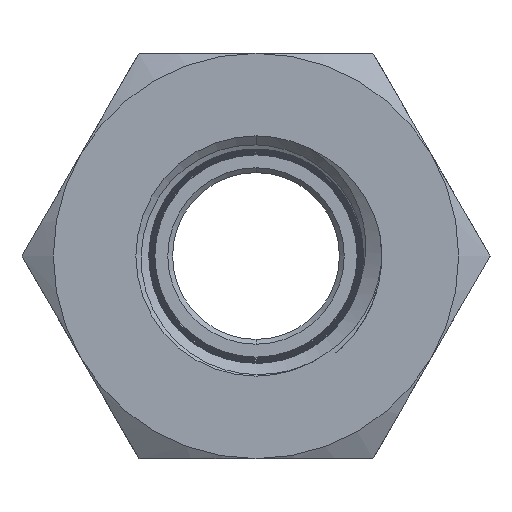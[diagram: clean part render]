
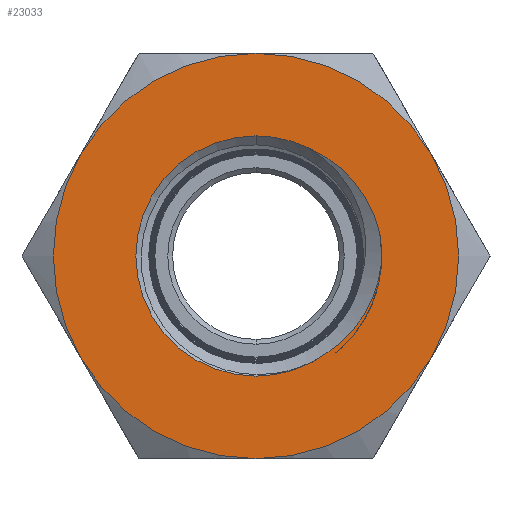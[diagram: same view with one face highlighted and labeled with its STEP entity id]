
A CAD part, front view. The second image highlights one B-rep face of the part: STEP entity #23033.
In plain terms, the highlighted planar face has unit normal (0, -1, 0).
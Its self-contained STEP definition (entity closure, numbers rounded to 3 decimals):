
#108 = CARTESIAN_POINT ( 'NONE',  ( 7.361, -16.1, 4.25 ) ) ;
#376 = DIRECTION ( 'NONE',  ( 0., 0., -1. ) ) ;
#975 = CARTESIAN_POINT ( 'NONE',  ( 0., -16.1, 0. ) ) ;
#1152 = CARTESIAN_POINT ( 'NONE',  ( 0., -16.1, 0. ) ) ;
#1281 = DIRECTION ( 'NONE',  ( 0., 1., 0. ) ) ;
#1781 = CIRCLE ( 'NONE', #6472, 5.038 ) ;
#1876 = CARTESIAN_POINT ( 'NONE',  ( 3.576, -16.1, 3.667 ) ) ;
#1903 = CARTESIAN_POINT ( 'NONE',  ( 2.931, -16.1, -4.098 ) ) ;
#2581 = DIRECTION ( 'NONE',  ( 0., 1., 0. ) ) ;
#2612 = CARTESIAN_POINT ( 'NONE',  ( 4.898, -16.1, -1.778 ) ) ;
#2726 = VERTEX_POINT ( 'NONE', #7046 ) ;
#2885 = DIRECTION ( 'NONE',  ( 0., 0., 1. ) ) ;
#3018 = CARTESIAN_POINT ( 'NONE',  ( 0., -16.1, -8.5 ) ) ;
#3056 = DIRECTION ( 'NONE',  ( 0., 0., 1. ) ) ;
#3421 = VERTEX_POINT ( 'NONE', #108 ) ;
#3598 = CARTESIAN_POINT ( 'NONE',  ( 0., -16.1, 0. ) ) ;
#3644 = CIRCLE ( 'NONE', #8128, 8.5 ) ;
#3701 = DIRECTION ( 'NONE',  ( 0., 1., 0. ) ) ;
#3760 = CARTESIAN_POINT ( 'NONE',  ( 4.135, -16.1, 3.101 ) ) ;
#4303 = EDGE_CURVE ( 'NONE', #6687, #12585, #16202, .T. ) ;
#4513 = CARTESIAN_POINT ( 'NONE',  ( 4.332, -16.1, -2.79 ) ) ;
#4564 = VERTEX_POINT ( 'NONE', #24267 ) ;
#4888 = CARTESIAN_POINT ( 'NONE',  ( -7.361, -16.1, 4.25 ) ) ;
#4926 = CARTESIAN_POINT ( 'NONE',  ( 5.184, -16.1, 0.969 ) ) ;
#5066 = EDGE_LOOP ( 'NONE', ( #23388, #21541, #19625, #12536, #8930, #24076 ) ) ;
#5290 = AXIS2_PLACEMENT_3D ( 'NONE', #3598, #16816, #5508 ) ;
#5441 = AXIS2_PLACEMENT_3D ( 'NONE', #22970, #11661, #376 ) ;
#5508 = DIRECTION ( 'NONE',  ( 0., 0., 1. ) ) ;
#5679 = CARTESIAN_POINT ( 'NONE',  ( 4.59, -16.1, 2.445 ) ) ;
#6168 = CARTESIAN_POINT ( 'NONE',  ( 2.232, -16.1, 4.517 ) ) ;
#6170 = FACE_OUTER_BOUND ( 'NONE', #5066, .T. ) ;
#6436 = CARTESIAN_POINT ( 'NONE',  ( 3.553, -16.1, -3.648 ) ) ;
#6472 = AXIS2_PLACEMENT_3D ( 'NONE', #1152, #14343, #3056 ) ;
#6687 = VERTEX_POINT ( 'NONE', #15911 ) ;
#6824 = CARTESIAN_POINT ( 'NONE',  ( 5.289, -16.1, 0.132 ) ) ;
#7009 = CIRCLE ( 'NONE', #8182, 8.5 ) ;
#7032 = CARTESIAN_POINT ( 'NONE',  ( 0., -16.1, 0. ) ) ;
#7046 = CARTESIAN_POINT ( 'NONE',  ( 5.267, -16.1, -0.289 ) ) ;
#7472 = CARTESIAN_POINT ( 'NONE',  ( 2.599, -16.1, 4.358 ) ) ;
#7545 = CARTESIAN_POINT ( 'NONE',  ( 4.957, -16.1, 1.735 ) ) ;
#7921 = EDGE_CURVE ( 'NONE', #19735, #6687, #3644, .T. ) ;
#8128 = AXIS2_PLACEMENT_3D ( 'NONE', #10206, #23417, #12104 ) ;
#8182 = AXIS2_PLACEMENT_3D ( 'NONE', #14996, #3701, #16930 ) ;
#8272 = CARTESIAN_POINT ( 'NONE',  ( 2.931, -16.1, -4.098 ) ) ;
#8306 = CIRCLE ( 'NONE', #5441, 8.5 ) ;
#8330 = CARTESIAN_POINT ( 'NONE',  ( 0., -16.1, -5.038 ) ) ;
#8567 = CARTESIAN_POINT ( 'NONE',  ( 5.184, -16.1, 0.969 ) ) ;
#8831 = ORIENTED_EDGE ( 'NONE', *, *, #22994, .T. ) ;
#8883 = DIRECTION ( 'NONE',  ( 0., 0., 1. ) ) ;
#8930 = ORIENTED_EDGE ( 'NONE', *, *, #12814, .T. ) ;
#9415 = EDGE_CURVE ( 'NONE', #21172, #16384, #1781, .T. ) ;
#9417 = CARTESIAN_POINT ( 'NONE',  ( 5.184, -16.1, 0.969 ) ) ;
#9706 = B_SPLINE_CURVE_WITH_KNOTS ( 'NONE', 3,
 ( #10073, #21407, #13894, #2612, #15843, #4513, #17727, #6436, #19609, #8272 ),
 .UNSPECIFIED., .F., .F.,
 ( 4, 2, 2, 2, 4 ),
 ( 0., 0.001, 0.002, 0.003, 0.005 ),
 .UNSPECIFIED. ) ;
#10073 = CARTESIAN_POINT ( 'NONE',  ( 5.267, -16.1, -0.289 ) ) ;
#10206 = CARTESIAN_POINT ( 'NONE',  ( 0., -16.1, 0. ) ) ;
#10626 = CARTESIAN_POINT ( 'NONE',  ( 0., -16.1, 0. ) ) ;
#11117 = CIRCLE ( 'NONE', #13630, 5.038 ) ;
#11340 = AXIS2_PLACEMENT_3D ( 'NONE', #12548, #1281, #14472 ) ;
#11661 = DIRECTION ( 'NONE',  ( 0., -1., 0. ) ) ;
#12104 = DIRECTION ( 'NONE',  ( 0., 0., 1. ) ) ;
#12511 = DIRECTION ( 'NONE',  ( 0., 0., 1. ) ) ;
#12536 = ORIENTED_EDGE ( 'NONE', *, *, #7921, .F. ) ;
#12548 = CARTESIAN_POINT ( 'NONE',  ( 0., -16.1, 0. ) ) ;
#12585 = VERTEX_POINT ( 'NONE', #4888 ) ;
#12814 = EDGE_CURVE ( 'NONE', #19735, #17189, #8306, .T. ) ;
#13150 = CARTESIAN_POINT ( 'NONE',  ( 3.422, -16.1, 3.798 ) ) ;
#13630 = AXIS2_PLACEMENT_3D ( 'NONE', #10626, #23811, #12511 ) ;
#13867 = VERTEX_POINT ( 'NONE', #8567 ) ;
#13868 = CARTESIAN_POINT ( 'NONE',  ( 0., -16.1, 0. ) ) ;
#13894 = CARTESIAN_POINT ( 'NONE',  ( 5.144, -16.1, -1.051 ) ) ;
#14162 = DIRECTION ( 'NONE',  ( 0., 1., 0. ) ) ;
#14295 = CARTESIAN_POINT ( 'NONE',  ( 0., -16.1, 5.038 ) ) ;
#14343 = DIRECTION ( 'NONE',  ( 0., 1., 0. ) ) ;
#14472 = DIRECTION ( 'NONE',  ( 0., 0., 1. ) ) ;
#14878 = EDGE_CURVE ( 'NONE', #17561, #16232, #16582, .T. ) ;
#14996 = CARTESIAN_POINT ( 'NONE',  ( 0., -16.1, 0. ) ) ;
#15059 = CARTESIAN_POINT ( 'NONE',  ( 3.865, -16.1, 3.392 ) ) ;
#15459 = B_SPLINE_CURVE_WITH_KNOTS ( 'NONE', 3,
 ( #4926, #16235, #6824, #19988 ),
 .UNSPECIFIED., .F., .F.,
 ( 4, 4 ),
 ( 0., 0.001 ),
 .UNSPECIFIED. ) ;
#15818 = DIRECTION ( 'NONE',  ( 0., 0., 1. ) ) ;
#15843 = CARTESIAN_POINT ( 'NONE',  ( 4.732, -16.1, -2.134 ) ) ;
#15911 = CARTESIAN_POINT ( 'NONE',  ( -7.361, -16.1, -4.25 ) ) ;
#16164 = CIRCLE ( 'NONE', #5290, 8.5 ) ;
#16199 = FACE_BOUND ( 'NONE', #20970, .T. ) ;
#16202 = CIRCLE ( 'NONE', #17382, 8.5 ) ;
#16232 = VERTEX_POINT ( 'NONE', #6168 ) ;
#16235 = CARTESIAN_POINT ( 'NONE',  ( 5.262, -16.1, 0.555 ) ) ;
#16253 = CIRCLE ( 'NONE', #19904, 8.5 ) ;
#16384 = VERTEX_POINT ( 'NONE', #8330 ) ;
#16582 = CIRCLE ( 'NONE', #11340, 5.038 ) ;
#16584 = ORIENTED_EDGE ( 'NONE', *, *, #18151, .T. ) ;
#16689 = EDGE_CURVE ( 'NONE', #3421, #17189, #16164, .T. ) ;
#16816 = DIRECTION ( 'NONE',  ( 0., 1., 0. ) ) ;
#16930 = DIRECTION ( 'NONE',  ( 0., 0., 1. ) ) ;
#16990 = CARTESIAN_POINT ( 'NONE',  ( 4.371, -16.1, 2.78 ) ) ;
#17189 = VERTEX_POINT ( 'NONE', #22522 ) ;
#17382 = AXIS2_PLACEMENT_3D ( 'NONE', #975, #14162, #2885 ) ;
#17528 = ORIENTED_EDGE ( 'NONE', *, *, #19251, .T. ) ;
#17561 = VERTEX_POINT ( 'NONE', #14295 ) ;
#17724 = ORIENTED_EDGE ( 'NONE', *, *, #9415, .T. ) ;
#17727 = CARTESIAN_POINT ( 'NONE',  ( 4.097, -16.1, -3.093 ) ) ;
#18151 = EDGE_CURVE ( 'NONE', #16232, #13867, #20776, .T. ) ;
#18631 = ORIENTED_EDGE ( 'NONE', *, *, #14878, .T. ) ;
#18868 = CARTESIAN_POINT ( 'NONE',  ( 4.69, -16.1, 2.27 ) ) ;
#19102 = EDGE_CURVE ( 'NONE', #2726, #21172, #9706, .T. ) ;
#19251 = EDGE_CURVE ( 'NONE', #13867, #2726, #15459, .T. ) ;
#19609 = CARTESIAN_POINT ( 'NONE',  ( 3.255, -16.1, -3.891 ) ) ;
#19625 = ORIENTED_EDGE ( 'NONE', *, *, #4303, .F. ) ;
#19735 = VERTEX_POINT ( 'NONE', #3018 ) ;
#19904 = AXIS2_PLACEMENT_3D ( 'NONE', #13868, #2581, #15818 ) ;
#19988 = CARTESIAN_POINT ( 'NONE',  ( 5.267, -16.1, -0.289 ) ) ;
#20201 = DIRECTION ( 'NONE',  ( 0., 1., 0. ) ) ;
#20214 = EDGE_CURVE ( 'NONE', #4564, #3421, #16253, .T. ) ;
#20653 = CARTESIAN_POINT ( 'NONE',  ( 2.232, -16.1, 4.517 ) ) ;
#20691 = ORIENTED_EDGE ( 'NONE', *, *, #19102, .T. ) ;
#20743 = CARTESIAN_POINT ( 'NONE',  ( 5.092, -16.1, 1.36 ) ) ;
#20776 = B_SPLINE_CURVE_WITH_KNOTS ( 'NONE', 3,
 ( #20653, #7472, #24426, #13150, #1876, #15059, #3760, #16990, #5679, #18868, #7545, #20743, #9417 ),
 .UNSPECIFIED., .F., .F.,
 ( 4, 2, 2, 1, 2, 2, 4 ),
 ( 0.01, 0.011, 0.011, 0.012, 0.013, 0.013, 0.014 ),
 .UNSPECIFIED. ) ;
#20970 = EDGE_LOOP ( 'NONE', ( #17724, #8831, #18631, #16584, #17528, #20691 ) ) ;
#21172 = VERTEX_POINT ( 'NONE', #1903 ) ;
#21407 = CARTESIAN_POINT ( 'NONE',  ( 5.226, -16.1, -0.676 ) ) ;
#21541 = ORIENTED_EDGE ( 'NONE', *, *, #23834, .F. ) ;
#22522 = CARTESIAN_POINT ( 'NONE',  ( 7.361, -16.1, -4.25 ) ) ;
#22970 = CARTESIAN_POINT ( 'NONE',  ( 0., -16.1, 0. ) ) ;
#22994 = EDGE_CURVE ( 'NONE', #16384, #17561, #11117, .T. ) ;
#23033 = ADVANCED_FACE ( 'NONE', ( #16199, #6170 ), #23889, .F. ) ;
#23168 = AXIS2_PLACEMENT_3D ( 'NONE', #7032, #20201, #8883 ) ;
#23388 = ORIENTED_EDGE ( 'NONE', *, *, #20214, .F. ) ;
#23417 = DIRECTION ( 'NONE',  ( 0., 1., 0. ) ) ;
#23811 = DIRECTION ( 'NONE',  ( 0., 1., 0. ) ) ;
#23834 = EDGE_CURVE ( 'NONE', #12585, #4564, #7009, .T. ) ;
#23889 = PLANE ( 'NONE',  #23168 ) ;
#24076 = ORIENTED_EDGE ( 'NONE', *, *, #16689, .F. ) ;
#24267 = CARTESIAN_POINT ( 'NONE',  ( 0., -16.1, 8.5 ) ) ;
#24426 = CARTESIAN_POINT ( 'NONE',  ( 2.943, -16.1, 4.158 ) ) ;
